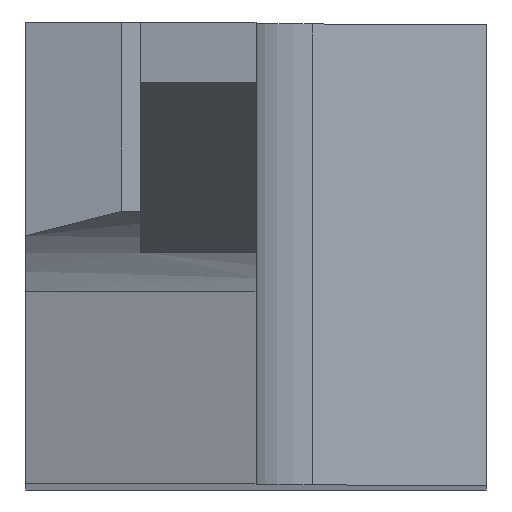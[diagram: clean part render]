
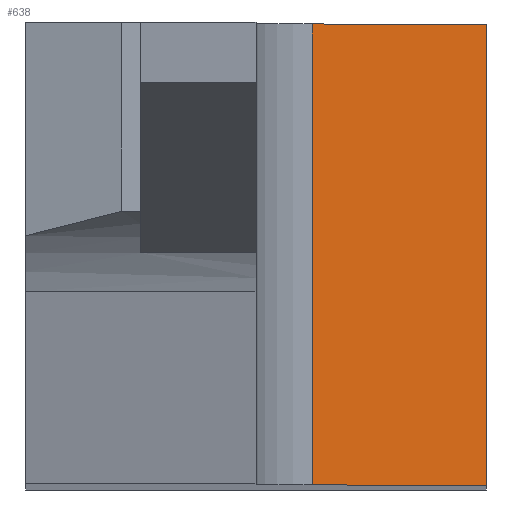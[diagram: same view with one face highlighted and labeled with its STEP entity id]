
A CAD part, top view. The second image highlights one B-rep face of the part: STEP entity #638.
In plain terms, the highlighted planar face has unit normal (0.707, 0, 0.707).
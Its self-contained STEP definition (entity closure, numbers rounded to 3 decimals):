
#23 = VERTEX_POINT ( 'NONE', #1133 ) ;
#85 = CARTESIAN_POINT ( 'NONE',  ( 12., 138.787, -29.071 ) ) ;
#87 = CARTESIAN_POINT ( 'NONE',  ( 12., 0., -29.071 ) ) ;
#116 = VERTEX_POINT ( 'NONE', #286 ) ;
#244 = LINE ( 'NONE', #820, #363 ) ;
#258 = EDGE_CURVE ( 'Defeature ausgef�hrt2_5+Defeature ausgef�hrt2_7+Defeature ausgef�hrt2_1+Defeature ausgef�hrt2_2', #116, #380, #281, .T. ) ;
#281 = LINE ( 'NONE', #85, #524 ) ;
#286 = CARTESIAN_POINT ( 'NONE',  ( 12., 12., -29.071 ) ) ;
#317 = CARTESIAN_POINT ( 'NONE',  ( 12., 138.787, -29.071 ) ) ;
#363 = VECTOR ( 'NONE', #1020, 1000. ) ;
#380 = VERTEX_POINT ( 'NONE', #87 ) ;
#427 = DIRECTION ( 'NONE',  ( 0., -1., 0. ) ) ;
#491 = CARTESIAN_POINT ( 'NONE',  ( 41.464, 0., -58.536 ) ) ;
#513 = VERTEX_POINT ( 'NONE', #748 ) ;
#516 = DIRECTION ( 'NONE',  ( 0.707, 0., 0.707 ) ) ;
#524 = VECTOR ( 'NONE', #587, 1000. ) ;
#587 = DIRECTION ( 'NONE',  ( 0., -1., 0. ) ) ;
#599 = ORIENTED_EDGE ( 'NONE', *, *, #1098, .F. ) ;
#603 = ORIENTED_EDGE ( 'NONE', *, *, #258, .F. ) ;
#638 = ADVANCED_FACE ( 'Defeature ausgef�hrt2_7', ( #1136 ), #1089, .T. ) ;
#669 = ORIENTED_EDGE ( 'NONE', *, *, #966, .F. ) ;
#706 = LINE ( 'NONE', #491, #1183 ) ;
#735 = EDGE_LOOP ( 'NONE', ( #669, #1094, #599, #603 ) ) ;
#736 = LINE ( 'NONE', #873, #982 ) ;
#748 = CARTESIAN_POINT ( 'NONE',  ( 7.464, 12., -24.536 ) ) ;
#814 = AXIS2_PLACEMENT_3D ( 'NONE', #317, #516, #1070 ) ;
#816 = EDGE_CURVE ( 'Defeature ausgef�hrt2_7+Defeature ausgef�hrt2_8+Defeature ausgef�hrt2_1+Defeature ausgef�hrt2_2', #513, #23, #736, .T. ) ;
#820 = CARTESIAN_POINT ( 'NONE',  ( 41.464, 12., -58.536 ) ) ;
#873 = CARTESIAN_POINT ( 'NONE',  ( 7.464, 138.787, -24.536 ) ) ;
#966 = EDGE_CURVE ( 'Defeature ausgef�hrt2_1+Defeature ausgef�hrt2_7+Defeature ausgef�hrt2_8+Defeature ausgef�hrt2_5', #513, #116, #244, .T. ) ;
#982 = VECTOR ( 'NONE', #427, 1000. ) ;
#1020 = DIRECTION ( 'NONE',  ( 0.707, 0., -0.707 ) ) ;
#1041 = DIRECTION ( 'NONE',  ( -0.707, 0., 0.707 ) ) ;
#1070 = DIRECTION ( 'NONE',  ( 0.707, 0., -0.707 ) ) ;
#1089 = PLANE ( 'NONE',  #814 ) ;
#1094 = ORIENTED_EDGE ( 'NONE', *, *, #816, .T. ) ;
#1098 = EDGE_CURVE ( 'Defeature ausgef�hrt2_2+Defeature ausgef�hrt2_7+Defeature ausgef�hrt2_5+Defeature ausgef�hrt2_8', #380, #23, #706, .T. ) ;
#1133 = CARTESIAN_POINT ( 'NONE',  ( 7.464, 0., -24.536 ) ) ;
#1136 = FACE_OUTER_BOUND ( 'NONE', #735, .T. ) ;
#1183 = VECTOR ( 'NONE', #1041, 1000. ) ;
